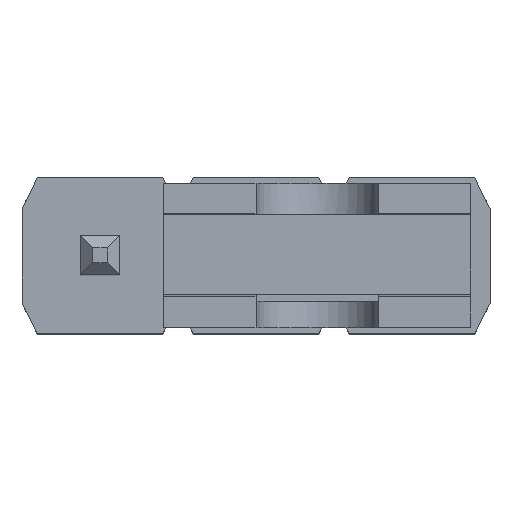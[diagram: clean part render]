
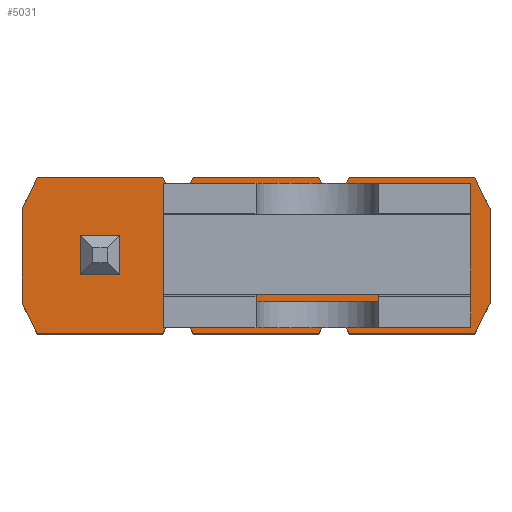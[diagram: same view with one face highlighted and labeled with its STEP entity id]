
A CAD part, top view. The second image highlights one B-rep face of the part: STEP entity #5031.
In plain terms, the highlighted planar face has unit normal (0, 0, 1).
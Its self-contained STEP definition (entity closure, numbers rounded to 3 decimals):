
#185=FACE_BOUND('',#653,.T.);
#186=FACE_BOUND('',#654,.T.);
#187=FACE_BOUND('',#655,.T.);
#376=FACE_OUTER_BOUND('',#652,.T.);
#652=EDGE_LOOP('',(#4190,#4191,#4192,#4193,#4194,#4195,#4196,#4197,#4198,
#4199,#4200,#4201,#4202,#4203,#4204,#4205,#4206,#4207,#4208,#4209));
#653=EDGE_LOOP('',(#4210,#4211,#4212,#4213));
#654=EDGE_LOOP('',(#4214,#4215,#4216,#4217));
#655=EDGE_LOOP('',(#4218,#4219,#4220,#4221));
#1148=LINE('',#7990,#1766);
#1149=LINE('',#7992,#1767);
#1150=LINE('',#7994,#1768);
#1151=LINE('',#7996,#1769);
#1152=LINE('',#7998,#1770);
#1153=LINE('',#8000,#1771);
#1154=LINE('',#8002,#1772);
#1155=LINE('',#8004,#1773);
#1156=LINE('',#8006,#1774);
#1157=LINE('',#8008,#1775);
#1158=LINE('',#8010,#1776);
#1159=LINE('',#8012,#1777);
#1160=LINE('',#8014,#1778);
#1161=LINE('',#8016,#1779);
#1162=LINE('',#8018,#1780);
#1163=LINE('',#8020,#1781);
#1164=LINE('',#8022,#1782);
#1165=LINE('',#8024,#1783);
#1166=LINE('',#8026,#1784);
#1167=LINE('',#8027,#1785);
#1168=LINE('',#8030,#1786);
#1169=LINE('',#8032,#1787);
#1170=LINE('',#8034,#1788);
#1171=LINE('',#8035,#1789);
#1172=LINE('',#8038,#1790);
#1173=LINE('',#8040,#1791);
#1174=LINE('',#8042,#1792);
#1175=LINE('',#8043,#1793);
#1176=LINE('',#8046,#1794);
#1177=LINE('',#8048,#1795);
#1178=LINE('',#8050,#1796);
#1179=LINE('',#8051,#1797);
#1766=VECTOR('',#6457,10.);
#1767=VECTOR('',#6458,10.);
#1768=VECTOR('',#6459,10.);
#1769=VECTOR('',#6460,10.);
#1770=VECTOR('',#6461,10.);
#1771=VECTOR('',#6462,10.);
#1772=VECTOR('',#6463,10.);
#1773=VECTOR('',#6464,10.);
#1774=VECTOR('',#6465,10.);
#1775=VECTOR('',#6466,10.);
#1776=VECTOR('',#6467,10.);
#1777=VECTOR('',#6468,10.);
#1778=VECTOR('',#6469,10.);
#1779=VECTOR('',#6470,10.);
#1780=VECTOR('',#6471,10.);
#1781=VECTOR('',#6472,10.);
#1782=VECTOR('',#6473,10.);
#1783=VECTOR('',#6474,10.);
#1784=VECTOR('',#6475,10.);
#1785=VECTOR('',#6476,10.);
#1786=VECTOR('',#6477,10.);
#1787=VECTOR('',#6478,10.);
#1788=VECTOR('',#6479,10.);
#1789=VECTOR('',#6480,10.);
#1790=VECTOR('',#6481,10.);
#1791=VECTOR('',#6482,10.);
#1792=VECTOR('',#6483,10.);
#1793=VECTOR('',#6484,10.);
#1794=VECTOR('',#6485,10.);
#1795=VECTOR('',#6486,10.);
#1796=VECTOR('',#6487,10.);
#1797=VECTOR('',#6488,10.);
#2308=VERTEX_POINT('',#7988);
#2309=VERTEX_POINT('',#7989);
#2310=VERTEX_POINT('',#7991);
#2311=VERTEX_POINT('',#7993);
#2312=VERTEX_POINT('',#7995);
#2313=VERTEX_POINT('',#7997);
#2314=VERTEX_POINT('',#7999);
#2315=VERTEX_POINT('',#8001);
#2316=VERTEX_POINT('',#8003);
#2317=VERTEX_POINT('',#8005);
#2318=VERTEX_POINT('',#8007);
#2319=VERTEX_POINT('',#8009);
#2320=VERTEX_POINT('',#8011);
#2321=VERTEX_POINT('',#8013);
#2322=VERTEX_POINT('',#8015);
#2323=VERTEX_POINT('',#8017);
#2324=VERTEX_POINT('',#8019);
#2325=VERTEX_POINT('',#8021);
#2326=VERTEX_POINT('',#8023);
#2327=VERTEX_POINT('',#8025);
#2328=VERTEX_POINT('',#8028);
#2329=VERTEX_POINT('',#8029);
#2330=VERTEX_POINT('',#8031);
#2331=VERTEX_POINT('',#8033);
#2332=VERTEX_POINT('',#8036);
#2333=VERTEX_POINT('',#8037);
#2334=VERTEX_POINT('',#8039);
#2335=VERTEX_POINT('',#8041);
#2336=VERTEX_POINT('',#8044);
#2337=VERTEX_POINT('',#8045);
#2338=VERTEX_POINT('',#8047);
#2339=VERTEX_POINT('',#8049);
#2954=EDGE_CURVE('',#2308,#2309,#1148,.T.);
#2955=EDGE_CURVE('',#2309,#2310,#1149,.T.);
#2956=EDGE_CURVE('',#2310,#2311,#1150,.T.);
#2957=EDGE_CURVE('',#2311,#2312,#1151,.T.);
#2958=EDGE_CURVE('',#2312,#2313,#1152,.T.);
#2959=EDGE_CURVE('',#2313,#2314,#1153,.T.);
#2960=EDGE_CURVE('',#2314,#2315,#1154,.T.);
#2961=EDGE_CURVE('',#2315,#2316,#1155,.T.);
#2962=EDGE_CURVE('',#2316,#2317,#1156,.T.);
#2963=EDGE_CURVE('',#2317,#2318,#1157,.T.);
#2964=EDGE_CURVE('',#2318,#2319,#1158,.T.);
#2965=EDGE_CURVE('',#2319,#2320,#1159,.T.);
#2966=EDGE_CURVE('',#2320,#2321,#1160,.T.);
#2967=EDGE_CURVE('',#2321,#2322,#1161,.T.);
#2968=EDGE_CURVE('',#2322,#2323,#1162,.T.);
#2969=EDGE_CURVE('',#2323,#2324,#1163,.T.);
#2970=EDGE_CURVE('',#2324,#2325,#1164,.T.);
#2971=EDGE_CURVE('',#2325,#2326,#1165,.T.);
#2972=EDGE_CURVE('',#2326,#2327,#1166,.T.);
#2973=EDGE_CURVE('',#2327,#2308,#1167,.T.);
#2974=EDGE_CURVE('',#2328,#2329,#1168,.T.);
#2975=EDGE_CURVE('',#2329,#2330,#1169,.T.);
#2976=EDGE_CURVE('',#2330,#2331,#1170,.T.);
#2977=EDGE_CURVE('',#2331,#2328,#1171,.T.);
#2978=EDGE_CURVE('',#2332,#2333,#1172,.T.);
#2979=EDGE_CURVE('',#2333,#2334,#1173,.T.);
#2980=EDGE_CURVE('',#2334,#2335,#1174,.T.);
#2981=EDGE_CURVE('',#2335,#2332,#1175,.T.);
#2982=EDGE_CURVE('',#2336,#2337,#1176,.T.);
#2983=EDGE_CURVE('',#2337,#2338,#1177,.T.);
#2984=EDGE_CURVE('',#2338,#2339,#1178,.T.);
#2985=EDGE_CURVE('',#2339,#2336,#1179,.T.);
#4190=ORIENTED_EDGE('',*,*,#2954,.T.);
#4191=ORIENTED_EDGE('',*,*,#2955,.T.);
#4192=ORIENTED_EDGE('',*,*,#2956,.T.);
#4193=ORIENTED_EDGE('',*,*,#2957,.T.);
#4194=ORIENTED_EDGE('',*,*,#2958,.T.);
#4195=ORIENTED_EDGE('',*,*,#2959,.T.);
#4196=ORIENTED_EDGE('',*,*,#2960,.T.);
#4197=ORIENTED_EDGE('',*,*,#2961,.T.);
#4198=ORIENTED_EDGE('',*,*,#2962,.T.);
#4199=ORIENTED_EDGE('',*,*,#2963,.T.);
#4200=ORIENTED_EDGE('',*,*,#2964,.T.);
#4201=ORIENTED_EDGE('',*,*,#2965,.T.);
#4202=ORIENTED_EDGE('',*,*,#2966,.T.);
#4203=ORIENTED_EDGE('',*,*,#2967,.T.);
#4204=ORIENTED_EDGE('',*,*,#2968,.T.);
#4205=ORIENTED_EDGE('',*,*,#2969,.T.);
#4206=ORIENTED_EDGE('',*,*,#2970,.T.);
#4207=ORIENTED_EDGE('',*,*,#2971,.T.);
#4208=ORIENTED_EDGE('',*,*,#2972,.T.);
#4209=ORIENTED_EDGE('',*,*,#2973,.T.);
#4210=ORIENTED_EDGE('',*,*,#2974,.T.);
#4211=ORIENTED_EDGE('',*,*,#2975,.T.);
#4212=ORIENTED_EDGE('',*,*,#2976,.T.);
#4213=ORIENTED_EDGE('',*,*,#2977,.T.);
#4214=ORIENTED_EDGE('',*,*,#2978,.T.);
#4215=ORIENTED_EDGE('',*,*,#2979,.T.);
#4216=ORIENTED_EDGE('',*,*,#2980,.T.);
#4217=ORIENTED_EDGE('',*,*,#2981,.T.);
#4218=ORIENTED_EDGE('',*,*,#2982,.T.);
#4219=ORIENTED_EDGE('',*,*,#2983,.T.);
#4220=ORIENTED_EDGE('',*,*,#2984,.T.);
#4221=ORIENTED_EDGE('',*,*,#2985,.T.);
#4758=PLANE('',#5413);
#5031=ADVANCED_FACE('',(#376,#185,#186,#187),#4758,.T.);
#5413=AXIS2_PLACEMENT_3D('',#7987,#6455,#6456);
#6455=DIRECTION('center_axis',(0.,0.,1.));
#6456=DIRECTION('ref_axis',(-1.,0.,0.));
#6457=DIRECTION('',(0.,1.,0.));
#6458=DIRECTION('',(-0.447,0.894,0.));
#6459=DIRECTION('',(-1.,0.,0.));
#6460=DIRECTION('',(-0.447,-0.894,0.));
#6461=DIRECTION('',(-0.447,0.894,0.));
#6462=DIRECTION('',(-1.,0.,0.));
#6463=DIRECTION('',(-0.447,-0.894,0.));
#6464=DIRECTION('',(-0.447,0.894,0.));
#6465=DIRECTION('',(-1.,0.,0.));
#6466=DIRECTION('',(-0.447,-0.894,0.));
#6467=DIRECTION('',(0.,-1.,0.));
#6468=DIRECTION('',(0.447,-0.894,0.));
#6469=DIRECTION('',(1.,0.,0.));
#6470=DIRECTION('',(0.447,0.894,0.));
#6471=DIRECTION('',(0.447,-0.894,0.));
#6472=DIRECTION('',(1.,0.,0.));
#6473=DIRECTION('',(0.447,0.894,0.));
#6474=DIRECTION('',(0.447,-0.894,0.));
#6475=DIRECTION('',(1.,0.,0.));
#6476=DIRECTION('',(0.447,0.894,0.));
#6477=DIRECTION('',(0.,1.,0.));
#6478=DIRECTION('',(1.,0.,0.));
#6479=DIRECTION('',(0.,-1.,0.));
#6480=DIRECTION('',(-1.,0.,0.));
#6481=DIRECTION('',(0.,1.,0.));
#6482=DIRECTION('',(1.,0.,0.));
#6483=DIRECTION('',(0.,-1.,0.));
#6484=DIRECTION('',(-1.,0.,0.));
#6485=DIRECTION('',(0.,1.,0.));
#6486=DIRECTION('',(1.,0.,0.));
#6487=DIRECTION('',(0.,-1.,0.));
#6488=DIRECTION('',(-1.,0.,0.));
#7987=CARTESIAN_POINT('Origin',(15.416,9.464,2.55));
#7988=CARTESIAN_POINT('',(23.81,10.23,2.55));
#7989=CARTESIAN_POINT('',(23.81,11.77,2.55));
#7990=CARTESIAN_POINT('',(23.81,10.23,2.55));
#7991=CARTESIAN_POINT('',(23.56,12.27,2.55));
#7992=CARTESIAN_POINT('',(23.81,11.77,2.55));
#7993=CARTESIAN_POINT('',(21.52,12.27,2.55));
#7994=CARTESIAN_POINT('',(23.56,12.27,2.55));
#7995=CARTESIAN_POINT('',(21.27,11.77,2.55));
#7996=CARTESIAN_POINT('',(21.52,12.27,2.55));
#7997=CARTESIAN_POINT('',(21.02,12.27,2.55));
#7998=CARTESIAN_POINT('',(21.27,11.77,2.55));
#7999=CARTESIAN_POINT('',(18.98,12.27,2.55));
#8000=CARTESIAN_POINT('',(21.02,12.27,2.55));
#8001=CARTESIAN_POINT('',(18.73,11.77,2.55));
#8002=CARTESIAN_POINT('',(18.98,12.27,2.55));
#8003=CARTESIAN_POINT('',(18.48,12.27,2.55));
#8004=CARTESIAN_POINT('',(18.73,11.77,2.55));
#8005=CARTESIAN_POINT('',(16.44,12.27,2.55));
#8006=CARTESIAN_POINT('',(18.48,12.27,2.55));
#8007=CARTESIAN_POINT('',(16.19,11.77,2.55));
#8008=CARTESIAN_POINT('',(16.44,12.27,2.55));
#8009=CARTESIAN_POINT('',(16.19,10.23,2.55));
#8010=CARTESIAN_POINT('',(16.19,11.77,2.55));
#8011=CARTESIAN_POINT('',(16.44,9.73,2.55));
#8012=CARTESIAN_POINT('',(16.19,10.23,2.55));
#8013=CARTESIAN_POINT('',(18.48,9.73,2.55));
#8014=CARTESIAN_POINT('',(16.44,9.73,2.55));
#8015=CARTESIAN_POINT('',(18.73,10.23,2.55));
#8016=CARTESIAN_POINT('',(18.48,9.73,2.55));
#8017=CARTESIAN_POINT('',(18.98,9.73,2.55));
#8018=CARTESIAN_POINT('',(18.73,10.23,2.55));
#8019=CARTESIAN_POINT('',(21.02,9.73,2.55));
#8020=CARTESIAN_POINT('',(18.98,9.73,2.55));
#8021=CARTESIAN_POINT('',(21.27,10.23,2.55));
#8022=CARTESIAN_POINT('',(21.02,9.73,2.55));
#8023=CARTESIAN_POINT('',(21.52,9.73,2.55));
#8024=CARTESIAN_POINT('',(21.27,10.23,2.55));
#8025=CARTESIAN_POINT('',(23.56,9.73,2.55));
#8026=CARTESIAN_POINT('',(21.52,9.73,2.55));
#8027=CARTESIAN_POINT('',(23.56,9.73,2.55));
#8028=CARTESIAN_POINT('',(19.68,10.68,2.55));
#8029=CARTESIAN_POINT('',(19.68,11.32,2.55));
#8030=CARTESIAN_POINT('',(19.68,10.68,2.55));
#8031=CARTESIAN_POINT('',(20.32,11.32,2.55));
#8032=CARTESIAN_POINT('',(19.68,11.32,2.55));
#8033=CARTESIAN_POINT('',(20.32,10.68,2.55));
#8034=CARTESIAN_POINT('',(20.32,11.32,2.55));
#8035=CARTESIAN_POINT('',(20.32,10.68,2.55));
#8036=CARTESIAN_POINT('',(17.14,10.68,2.55));
#8037=CARTESIAN_POINT('',(17.14,11.32,2.55));
#8038=CARTESIAN_POINT('',(17.14,10.68,2.55));
#8039=CARTESIAN_POINT('',(17.78,11.32,2.55));
#8040=CARTESIAN_POINT('',(17.14,11.32,2.55));
#8041=CARTESIAN_POINT('',(17.78,10.68,2.55));
#8042=CARTESIAN_POINT('',(17.78,11.32,2.55));
#8043=CARTESIAN_POINT('',(17.78,10.68,2.55));
#8044=CARTESIAN_POINT('',(22.22,10.68,2.55));
#8045=CARTESIAN_POINT('',(22.22,11.32,2.55));
#8046=CARTESIAN_POINT('',(22.22,10.68,2.55));
#8047=CARTESIAN_POINT('',(22.86,11.32,2.55));
#8048=CARTESIAN_POINT('',(22.22,11.32,2.55));
#8049=CARTESIAN_POINT('',(22.86,10.68,2.55));
#8050=CARTESIAN_POINT('',(22.86,11.32,2.55));
#8051=CARTESIAN_POINT('',(22.86,10.68,2.55));
